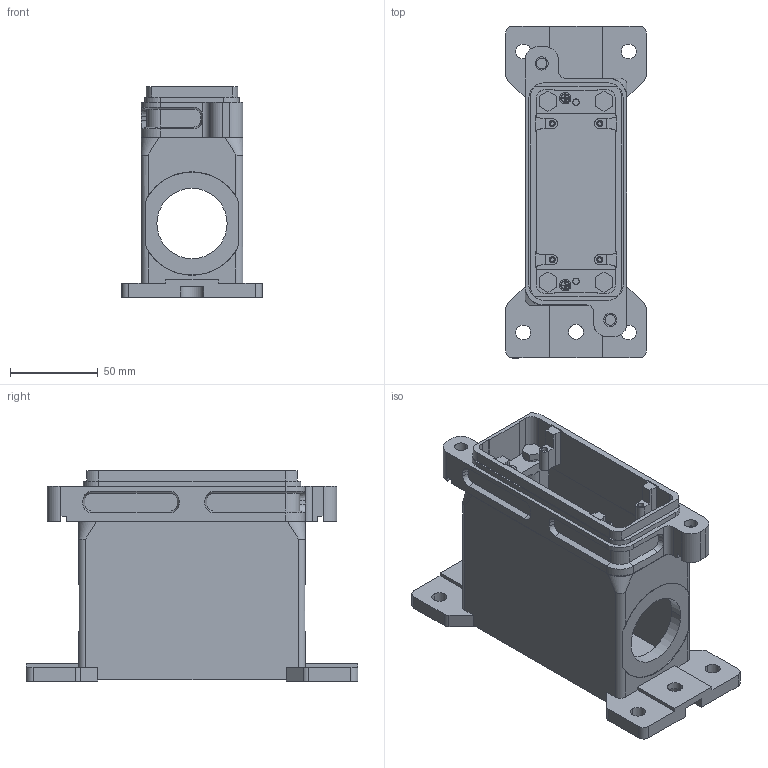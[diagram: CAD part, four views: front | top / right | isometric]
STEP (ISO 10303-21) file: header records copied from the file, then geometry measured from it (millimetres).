
FILE_DESCRIPTION(('Creo Elements/Direct Modeling STEP Export'),'2;1');
FILE_NAME('model.stp','2019-09-13T 9:06:29',(''),(''),'Creo Elements/Direct Modeling STEP processor for AP214 (Solid Model)','Creo Elements/Direct Modeling 20.1A 29-Sep-2018 (C) Parametric Technology GmbH','');
FILE_SCHEMA(('AUTOMOTIVE_DESIGN { 1 0 10303 214 1 1 1 1 }'));
Length unit declared in the file: millimetre
Products named in the file (2): HC_HPR_B16_SHFH_2SSM40_EMR_BK-select
Assembly tree (1 placements, depth 2):
  HC_HPR_B16_SHFH_2SSM40_EMR_BK-select
    HC_HPR_B16_SHFH_2SSM40_EMR_BK-select
Bounding box: 80 x 189 x 119.9 mm (x, y, z)
Volume: 350527.2 mm3; surface area: 113746.1 mm2
Topology: 1 solids, 1 shells, 453 faces, 1226 edges, 804 vertices
Faces by surface type: plane 310, cylinder 105, cone 32, bspline 4, extrusion 2
Entity records: 17751 total; most frequent: CARTESIAN_POINT 2796, ORIENTED_EDGE 2452, DIRECTION 2211, EDGE_CURVE 1226, VECTOR 899, LINE 897, VERTEX_POINT 804, AXIS2_PLACEMENT_3D 656
